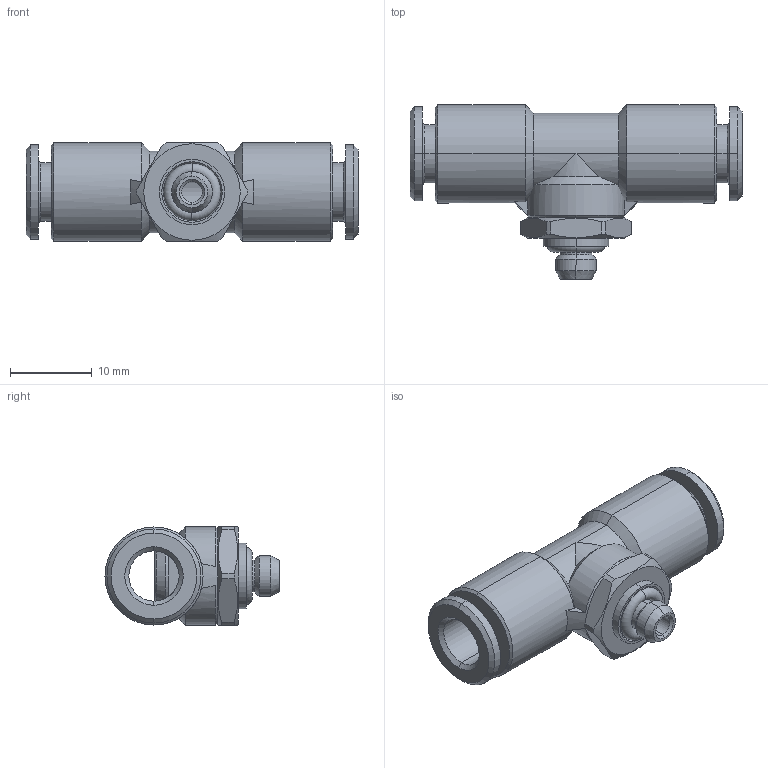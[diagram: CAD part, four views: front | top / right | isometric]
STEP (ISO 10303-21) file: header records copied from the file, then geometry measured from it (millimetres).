
FILE_DESCRIPTION (( 'STEP AP203' ), '1' );
FILE_NAME ('B0120030.STEP', '2011-03-30T15:50:34', ( '' ), ( 'sopra-pneumatic' ), 'SwSTEP 2.0', 'SolidWorks 2009', '' );
FILE_SCHEMA (( 'CONFIG_CONTROL_DESIGN' ));
Length unit declared in the file: millimetre
Products named in the file (1): B0120030
Bounding box: 40.6 x 21.3 x 12 mm (x, y, z)
Volume: 3551.4 mm3; surface area: 3282.2 mm2
Topology: 2 solids, 2 shells, 132 faces, 309 edges, 188 vertices
Faces by surface type: cone 45, cylinder 44, plane 39, torus 4
Entity records: 3969 total; most frequent: CARTESIAN_POINT 859, DIRECTION 663, ORIENTED_EDGE 618, EDGE_CURVE 309, AXIS2_PLACEMENT_3D 268, VERTEX_POINT 188, EDGE_LOOP 145, CIRCLE 135
